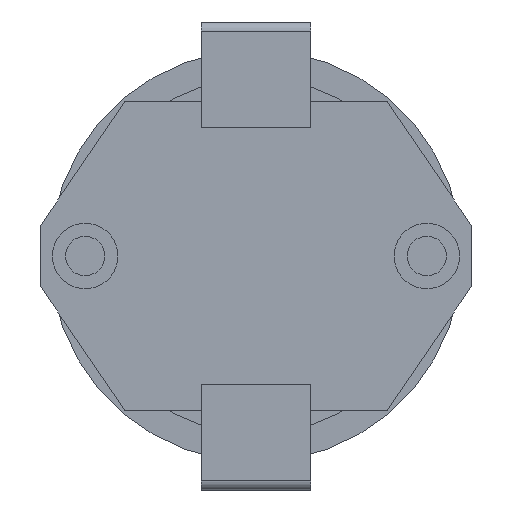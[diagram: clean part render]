
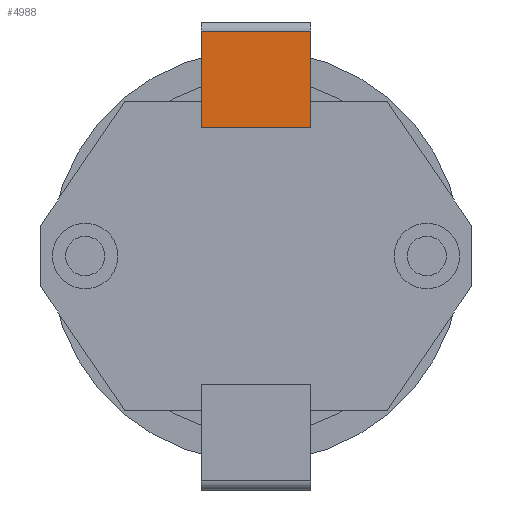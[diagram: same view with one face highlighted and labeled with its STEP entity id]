
A CAD part, front view. The second image highlights one B-rep face of the part: STEP entity #4988.
In plain terms, the highlighted planar face has unit normal (0, -1, 0).
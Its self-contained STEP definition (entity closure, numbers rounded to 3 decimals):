
#83 = EDGE_CURVE ( 'NONE', #1542, #6151, #3715, .T. ) ;
#117 = EDGE_CURVE ( 'NONE', #4000, #6466, #269, .T. ) ;
#269 = LINE ( 'NONE', #6288, #4302 ) ;
#363 = CARTESIAN_POINT ( 'NONE',  ( 5.85, -24.6, 13.7 ) ) ;
#753 = CARTESIAN_POINT ( 'NONE',  ( -5.85, -24.6, 13.7 ) ) ;
#1259 = LINE ( 'NONE', #5733, #5373 ) ;
#1345 = EDGE_CURVE ( 'NONE', #6151, #6466, #1259, .T. ) ;
#1542 = VERTEX_POINT ( 'NONE', #363 ) ;
#1564 = DIRECTION ( 'NONE',  ( 0., 0., -1. ) ) ;
#1866 = ORIENTED_EDGE ( 'NONE', *, *, #83, .F. ) ;
#2059 = CARTESIAN_POINT ( 'NONE',  ( 5.85, -24.6, 24. ) ) ;
#2476 = DIRECTION ( 'NONE',  ( -1., 0., 0. ) ) ;
#2511 = LINE ( 'NONE', #4189, #6755 ) ;
#2998 = DIRECTION ( 'NONE',  ( -1., 0., 0. ) ) ;
#3013 = ORIENTED_EDGE ( 'NONE', *, *, #1345, .F. ) ;
#3715 = LINE ( 'NONE', #5769, #4217 ) ;
#4000 = VERTEX_POINT ( 'NONE', #2059 ) ;
#4012 = FACE_OUTER_BOUND ( 'NONE', #7036, .T. ) ;
#4189 = CARTESIAN_POINT ( 'NONE',  ( 5.85, -24.6, 0. ) ) ;
#4217 = VECTOR ( 'NONE', #2476, 1000. ) ;
#4302 = VECTOR ( 'NONE', #2998, 1000. ) ;
#4394 = CARTESIAN_POINT ( 'NONE',  ( 5.85, -24.6, 0. ) ) ;
#4565 = DIRECTION ( 'NONE',  ( 0., 0., 1. ) ) ;
#4848 = DIRECTION ( 'NONE',  ( 0., -1., 0. ) ) ;
#4988 = ADVANCED_FACE ( 'NONE', ( #4012 ), #6034, .T. ) ;
#5373 = VECTOR ( 'NONE', #5683, 1000. ) ;
#5567 = CARTESIAN_POINT ( 'NONE',  ( -5.85, -24.6, 24. ) ) ;
#5683 = DIRECTION ( 'NONE',  ( 0., 0., 1. ) ) ;
#5733 = CARTESIAN_POINT ( 'NONE',  ( -5.85, -24.6, 0. ) ) ;
#5769 = CARTESIAN_POINT ( 'NONE',  ( 5.85, -24.6, 13.7 ) ) ;
#6034 = PLANE ( 'NONE',  #6914 ) ;
#6132 = EDGE_CURVE ( 'NONE', #1542, #4000, #2511, .T. ) ;
#6144 = ORIENTED_EDGE ( 'NONE', *, *, #117, .T. ) ;
#6151 = VERTEX_POINT ( 'NONE', #753 ) ;
#6288 = CARTESIAN_POINT ( 'NONE',  ( -5.85, -24.6, 24. ) ) ;
#6466 = VERTEX_POINT ( 'NONE', #5567 ) ;
#6712 = ORIENTED_EDGE ( 'NONE', *, *, #6132, .T. ) ;
#6755 = VECTOR ( 'NONE', #4565, 1000. ) ;
#6914 = AXIS2_PLACEMENT_3D ( 'NONE', #4394, #4848, #1564 ) ;
#7036 = EDGE_LOOP ( 'NONE', ( #6712, #6144, #3013, #1866 ) ) ;
